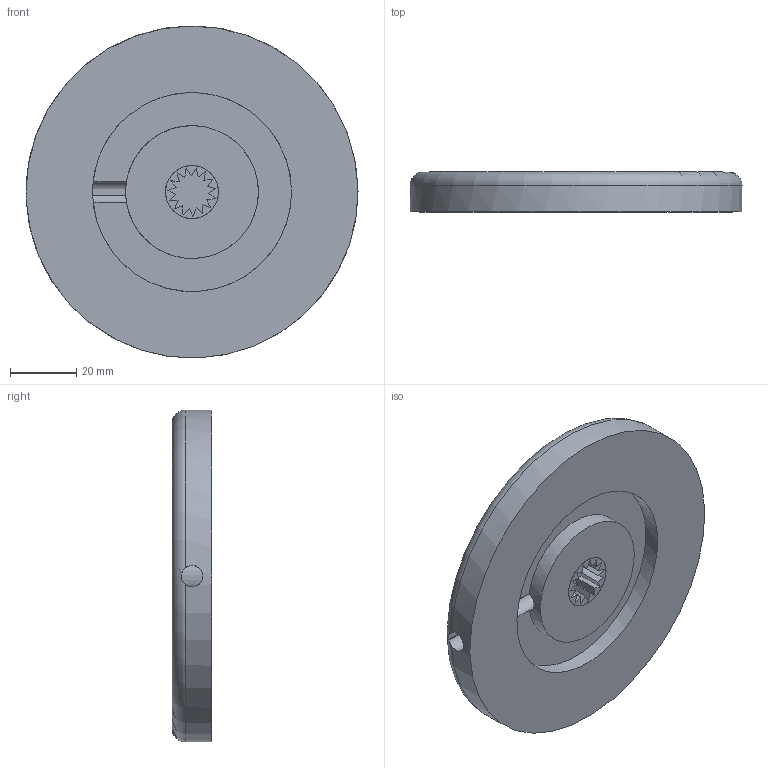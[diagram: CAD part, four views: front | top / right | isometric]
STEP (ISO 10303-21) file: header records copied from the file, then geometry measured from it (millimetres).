
FILE_DESCRIPTION(/* description */ (''),/* implementation_level */ '2;1');
FILE_NAME(/* name */ 'Yplate.stp',/* time_stamp */ '2019-12-17T20:07:22-05:00',/* author */ ('Bob Peret'),/* organization */ (''),/* preprocessor_version */ 'ST-DEVELOPER v16.13',/* originating_system */ 'Autodesk Inventor 2018',/* authorisation */ '');
FILE_SCHEMA (('AUTOMOTIVE_DESIGN { 1 0 10303 214 3 1 1 }'));
Length unit declared in the file: millimetre
Products named in the file (3): Yplate; Yplate_1; gear
Assembly tree (2 placements, depth 2):
  Yplate
    Yplate_1
    gear
Bounding box: 100 x 12 x 99.98 mm (x, y, z)
Volume: 83174.5 mm3; surface area: 22997.2 mm2
Topology: 2 solids, 2 shells, 58 faces, 176 edges, 131 vertices
Faces by surface type: plane 49, cylinder 8, torus 1
Full cylindrical faces by diameter (mm): 15.9 x1, 16 x1, 40 x1, 60 x1, 100 x1
Entity records: 2066 total; most frequent: CARTESIAN_POINT 453, ORIENTED_EDGE 308, DIRECTION 298, EDGE_CURVE 154, LINE 122, VECTOR 122, VERTEX_POINT 105, AXIS2_PLACEMENT_3D 88
